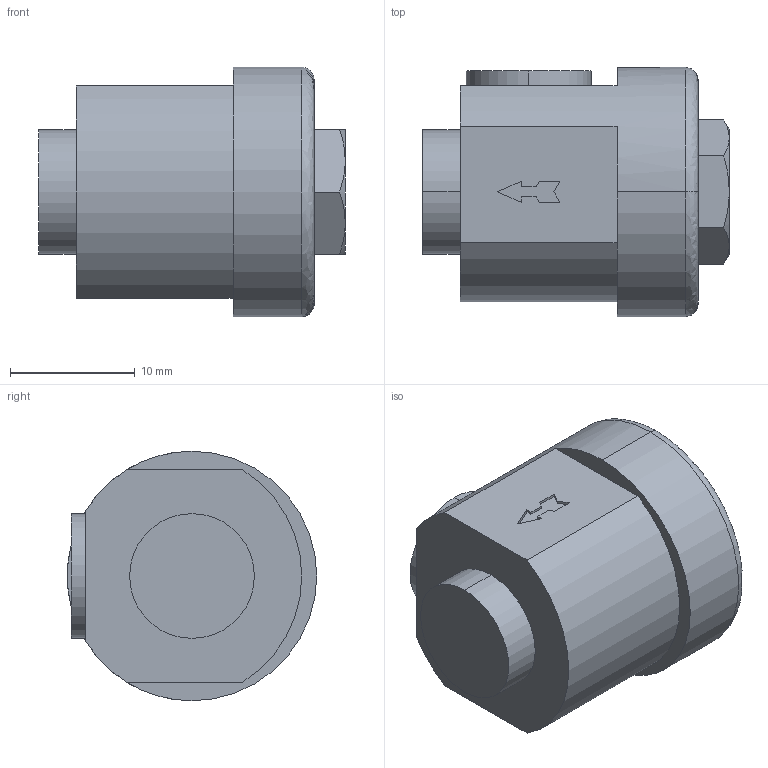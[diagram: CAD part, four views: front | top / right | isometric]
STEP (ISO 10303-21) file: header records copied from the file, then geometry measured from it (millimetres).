
FILE_DESCRIPTION(( 'MV.27.00.M5.STEP' ), '1');
FILE_NAME( 'MV.27.00.M5.STEP', '2018-10-04T17:00:26',( 'Sopra'),('sopra-pneumatic.com'), 'SwSTEP 2.0','SolidWorks 2009','' );
FILE_SCHEMA (( 'AUTOMOTIVE_DESIGN' ));
Length unit declared in the file: millimetre
Products named in the file (1): 0605000001A
Bounding box: 24.58 x 20 x 20 mm (x, y, z)
Volume: 5863.2 mm3; surface area: 1968.3 mm2
Topology: 1 solids, 1 shells, 57 faces, 142 edges, 92 vertices
Faces by surface type: plane 42, cylinder 7, cone 6, bspline 2
Entity records: 1866 total; most frequent: CARTESIAN_POINT 491, ORIENTED_EDGE 284, DIRECTION 262, EDGE_CURVE 142, VECTOR 102, LINE 102, VERTEX_POINT 92, AXIS2_PLACEMENT_3D 80
